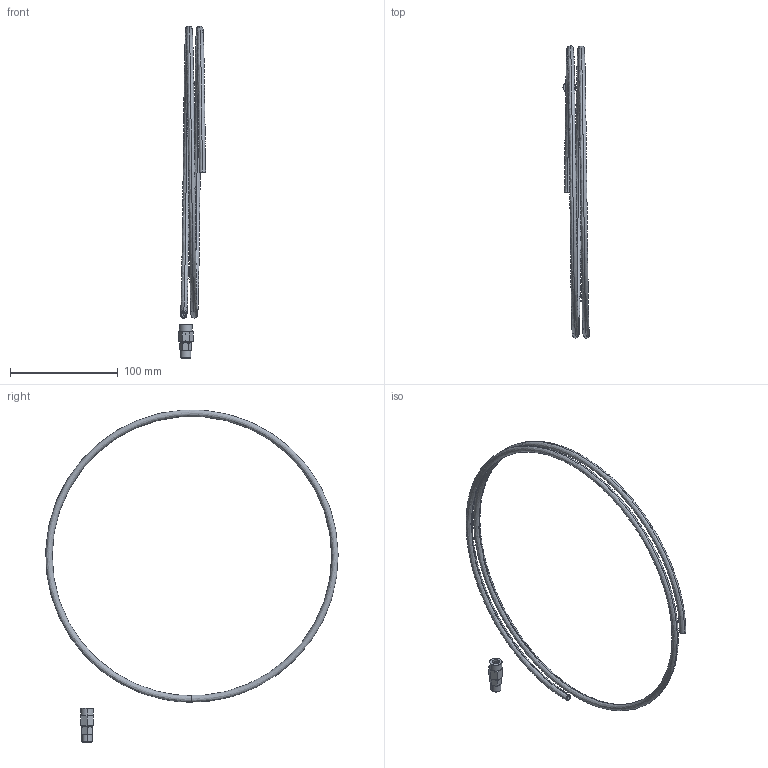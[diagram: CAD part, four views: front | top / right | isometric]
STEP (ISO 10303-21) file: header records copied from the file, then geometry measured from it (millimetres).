
FILE_DESCRIPTION((''),'2;1');
FILE_NAME('003H6852_ASM','2015-04-10T',('u317927'),('Danfoss'),'PRO/ENGINEER BY PARAMETRIC TECHNOLOGY CORPORATION, 2014000','PRO/ENGINEER BY PARAMETRIC TECHNOLOGY CORPORATION, 2014000','');
FILE_SCHEMA(('CONFIG_CONTROL_DESIGN'));
Length unit declared in the file: millimetre
Products named in the file (5): 5191729; SERTO1; 5670440_ASM; 8881287; 003H6852_ASM
Assembly tree (4 placements, depth 3):
  003H6852_ASM
    5670440_ASM
      5191729
      SERTO1
    8881287
Bounding box: 25.29 x 271.83 x 308.86 mm (x, y, z)
Volume: 25285 mm3; surface area: 48839.5 mm2
Topology: 3 solids, 6 shells, 76 faces, 178 edges, 114 vertices
Faces by surface type: cone 26, plane 24, cylinder 20, bspline 4, torus 2
Entity records: 4000 total; most frequent: CARTESIAN_POINT 2141, DIRECTION 376, ORIENTED_EDGE 344, EDGE_CURVE 178, AXIS2_PLACEMENT_3D 159, VERTEX_POINT 114, EDGE_LOOP 88, FACE_OUTER_BOUND 76
